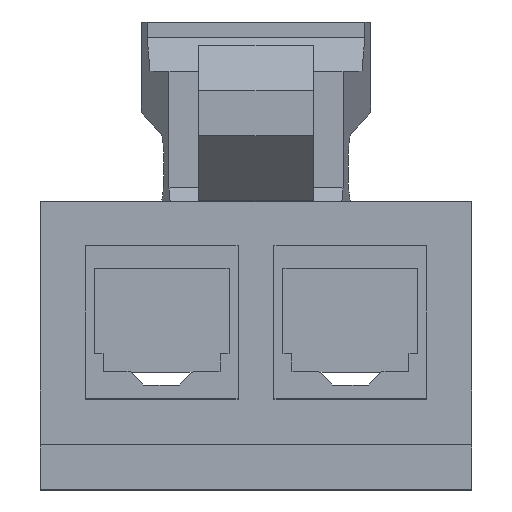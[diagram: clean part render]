
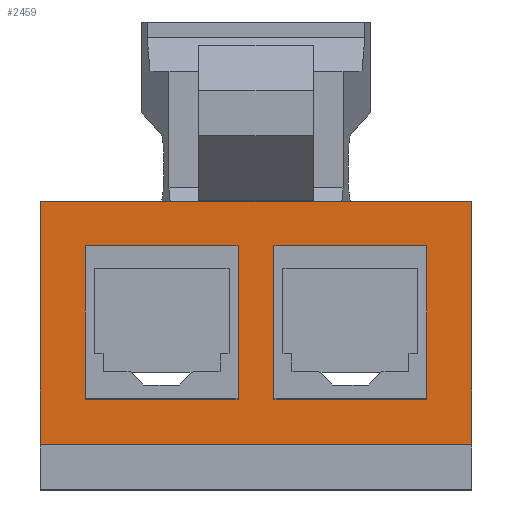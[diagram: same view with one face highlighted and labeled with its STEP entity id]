
A CAD part, top view. The second image highlights one B-rep face of the part: STEP entity #2459.
In plain terms, the highlighted planar face has unit normal (0, 0, 1).
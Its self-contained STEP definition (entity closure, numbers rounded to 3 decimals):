
#220=ORIENTED_EDGE('',*,*,#924,.T.);
#221=ORIENTED_EDGE('',*,*,#925,.T.);
#222=ORIENTED_EDGE('',*,*,#926,.T.);
#223=ORIENTED_EDGE('',*,*,#927,.T.);
#224=ORIENTED_EDGE('',*,*,#928,.T.);
#225=ORIENTED_EDGE('',*,*,#929,.T.);
#226=ORIENTED_EDGE('',*,*,#930,.T.);
#227=ORIENTED_EDGE('',*,*,#931,.T.);
#228=ORIENTED_EDGE('',*,*,#932,.F.);
#229=ORIENTED_EDGE('',*,*,#923,.F.);
#230=ORIENTED_EDGE('',*,*,#933,.T.);
#231=ORIENTED_EDGE('',*,*,#934,.T.);
#923=EDGE_CURVE('',#1260,#1258,#1504,.T.);
#924=EDGE_CURVE('',#1261,#1262,#1505,.T.);
#925=EDGE_CURVE('',#1262,#1263,#1506,.T.);
#926=EDGE_CURVE('',#1263,#1264,#1507,.T.);
#927=EDGE_CURVE('',#1264,#1261,#1508,.T.);
#928=EDGE_CURVE('',#1265,#1266,#1509,.T.);
#929=EDGE_CURVE('',#1266,#1267,#1510,.T.);
#930=EDGE_CURVE('',#1267,#1268,#1511,.T.);
#931=EDGE_CURVE('',#1268,#1265,#1512,.T.);
#932=EDGE_CURVE('',#1258,#1269,#1513,.T.);
#933=EDGE_CURVE('',#1260,#1270,#1514,.T.);
#934=EDGE_CURVE('',#1270,#1269,#1515,.T.);
#1258=VERTEX_POINT('',#3703);
#1260=VERTEX_POINT('',#3707);
#1261=VERTEX_POINT('',#3711);
#1262=VERTEX_POINT('',#3712);
#1263=VERTEX_POINT('',#3714);
#1264=VERTEX_POINT('',#3716);
#1265=VERTEX_POINT('',#3719);
#1266=VERTEX_POINT('',#3720);
#1267=VERTEX_POINT('',#3722);
#1268=VERTEX_POINT('',#3724);
#1269=VERTEX_POINT('',#3727);
#1270=VERTEX_POINT('',#3729);
#1504=LINE('',#3708,#1855);
#1505=LINE('',#3710,#1856);
#1506=LINE('',#3713,#1857);
#1507=LINE('',#3715,#1858);
#1508=LINE('',#3717,#1859);
#1509=LINE('',#3718,#1860);
#1510=LINE('',#3721,#1861);
#1511=LINE('',#3723,#1862);
#1512=LINE('',#3725,#1863);
#1513=LINE('',#3726,#1864);
#1514=LINE('',#3728,#1865);
#1515=LINE('',#3730,#1866);
#1855=VECTOR('',#2957,1000.);
#1856=VECTOR('',#2960,1000.);
#1857=VECTOR('',#2961,1000.);
#1858=VECTOR('',#2962,1000.);
#1859=VECTOR('',#2963,1000.);
#1860=VECTOR('',#2964,1000.);
#1861=VECTOR('',#2965,1000.);
#1862=VECTOR('',#2966,1000.);
#1863=VECTOR('',#2967,1000.);
#1864=VECTOR('',#2968,1000.);
#1865=VECTOR('',#2969,1000.);
#1866=VECTOR('',#2970,1000.);
#2062=EDGE_LOOP('',(#220,#221,#222,#223));
#2063=EDGE_LOOP('',(#224,#225,#226,#227));
#2064=EDGE_LOOP('',(#228,#229,#230,#231));
#2199=FACE_BOUND('',#2062,.T.);
#2200=FACE_BOUND('',#2063,.T.);
#2201=FACE_BOUND('',#2064,.T.);
#2330=PLANE('',#2607);
#2459=ADVANCED_FACE('',(#2199,#2200,#2201),#2330,.T.);
#2607=AXIS2_PLACEMENT_3D('',#3709,#2958,#2959);
#2957=DIRECTION('',(-1.,0.,0.));
#2958=DIRECTION('',(0.,0.,1.));
#2959=DIRECTION('',(1.,0.,0.));
#2960=DIRECTION('',(0.,1.,0.));
#2961=DIRECTION('',(1.,0.,0.));
#2962=DIRECTION('',(0.,-1.,0.));
#2963=DIRECTION('',(-1.,0.,0.));
#2964=DIRECTION('',(0.,1.,0.));
#2965=DIRECTION('',(1.,0.,0.));
#2966=DIRECTION('',(0.,-1.,0.));
#2967=DIRECTION('',(-1.,0.,0.));
#2968=DIRECTION('',(0.,1.,0.));
#2969=DIRECTION('',(0.,1.,0.));
#2970=DIRECTION('',(-1.,0.,0.));
#3703=CARTESIAN_POINT('',(-4.8,-2.7,5.35));
#3707=CARTESIAN_POINT('',(4.8,-2.7,5.35));
#3708=CARTESIAN_POINT('',(4.8,-2.7,5.35));
#3709=CARTESIAN_POINT('',(4.8,-2.7,5.35));
#3710=CARTESIAN_POINT('',(0.4,-1.7,5.35));
#3711=CARTESIAN_POINT('',(0.4,-1.7,5.35));
#3712=CARTESIAN_POINT('',(0.4,1.7,5.35));
#3713=CARTESIAN_POINT('',(0.4,1.7,5.35));
#3714=CARTESIAN_POINT('',(3.8,1.7,5.35));
#3715=CARTESIAN_POINT('',(3.8,1.7,5.35));
#3716=CARTESIAN_POINT('',(3.8,-1.7,5.35));
#3717=CARTESIAN_POINT('',(3.8,-1.7,5.35));
#3718=CARTESIAN_POINT('',(-3.8,-1.7,5.35));
#3719=CARTESIAN_POINT('',(-3.8,-1.7,5.35));
#3720=CARTESIAN_POINT('',(-3.8,1.7,5.35));
#3721=CARTESIAN_POINT('',(-3.8,1.7,5.35));
#3722=CARTESIAN_POINT('',(-0.4,1.7,5.35));
#3723=CARTESIAN_POINT('',(-0.4,1.7,5.35));
#3724=CARTESIAN_POINT('',(-0.4,-1.7,5.35));
#3725=CARTESIAN_POINT('',(-0.4,-1.7,5.35));
#3726=CARTESIAN_POINT('',(-4.8,-2.7,5.35));
#3727=CARTESIAN_POINT('',(-4.8,2.7,5.35));
#3728=CARTESIAN_POINT('',(4.8,-2.7,5.35));
#3729=CARTESIAN_POINT('',(4.8,2.7,5.35));
#3730=CARTESIAN_POINT('',(4.8,2.7,5.35));
